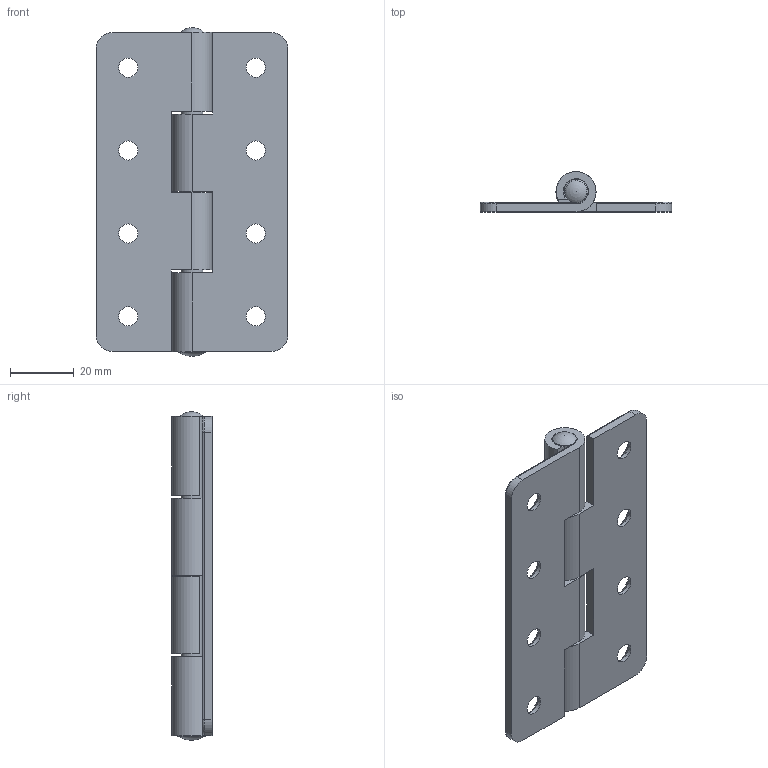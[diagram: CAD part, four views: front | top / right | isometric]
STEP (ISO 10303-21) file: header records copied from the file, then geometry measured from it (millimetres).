
FILE_DESCRIPTION(/* description */ (''),/* implementation_level */ '2;1');
FILE_NAME(/* name */ 'HH10060-30.stp',/* time_stamp */ '2026-01-06T11:16:26+09:00',/* author */ ('user'),/* organization */ (''),/* preprocessor_version */ 'ST-DEVELOPER v15.6',/* originating_system */ 'Autodesk Inventor 2015',/* authorisation */ '');
FILE_SCHEMA (('AUTOMOTIVE_DESIGN { 1 0 10303 214 3 1 1 }'));
Length unit declared in the file: millimetre
Products named in the file (3): HH10060-30_날개; HH10060-30_핀; HH10060-30
Bounding box: 60 x 12.6 x 103 mm (x, y, z)
Volume: 25682.4 mm3; surface area: 19922.4 mm2
Topology: 3 solids, 3 shells, 74 faces, 193 edges, 125 vertices
Faces by surface type: cylinder 31, plane 26, cone 8, torus 7, sphere 2
Full cylindrical faces by diameter (mm): 6 x8, 6.9 x1
Entity records: 1209 total; most frequent: DIRECTION 217, CARTESIAN_POINT 199, ORIENTED_EDGE 168, AXIS2_PLACEMENT_3D 88, EDGE_CURVE 84, EDGE_LOOP 60, VERTEX_POINT 60, CIRCLE 42
